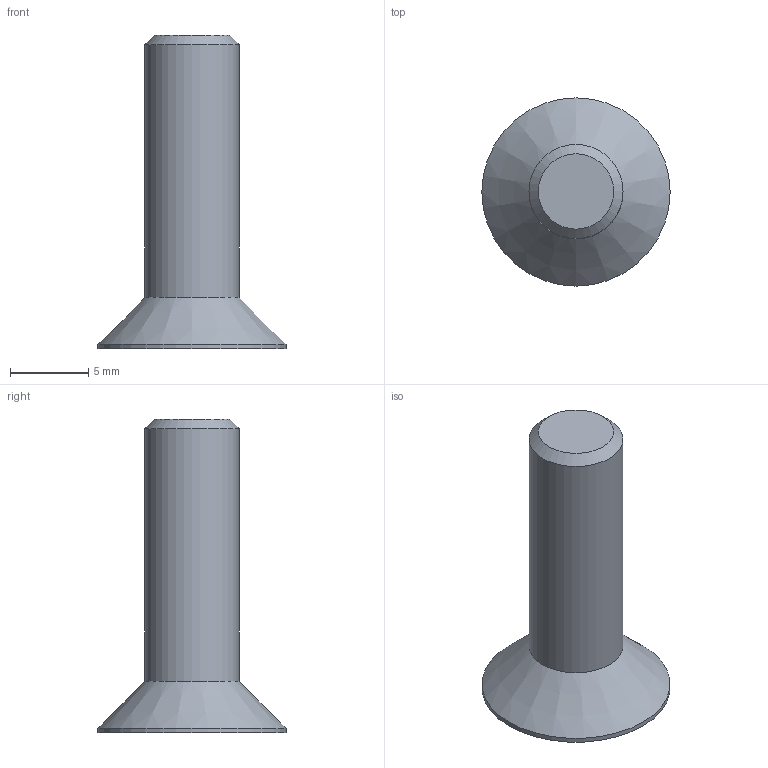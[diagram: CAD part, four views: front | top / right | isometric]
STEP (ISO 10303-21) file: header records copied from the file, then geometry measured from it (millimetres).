
FILE_DESCRIPTION (( 'STEP AP203' ), '1' );
FILE_NAME ('58315-V4A-20-B.STEP', '2019-12-21T09:29:52', ( '' ), ( '' ), 'SwSTEP 2.0', 'SolidWorks 2015', '' );
FILE_SCHEMA (( 'CONFIG_CONTROL_DESIGN' ));
Length unit declared in the file: millimetre
Products named in the file (2): 58315-V4A-20-B
Bounding box: 12 x 12 x 20 mm (x, y, z)
Volume: 656.5 mm3; surface area: 613 mm2
Topology: 1 solids, 23 shells, 325 faces, 797 edges, 530 vertices
Faces by surface type: plane 147, bspline 119, cone 57, cylinder 2
Full cylindrical faces by diameter (mm): 6 x1, 12 x1
Entity records: 15782 total; most frequent: CARTESIAN_POINT 9502, ORIENTED_EDGE 1582, EDGE_CURVE 791, DIRECTION 670, VERTEX_POINT 527, B_SPLINE_CURVE_WITH_KNOTS 505, EDGE_LOOP 340, FACE_OUTER_BOUND 305
